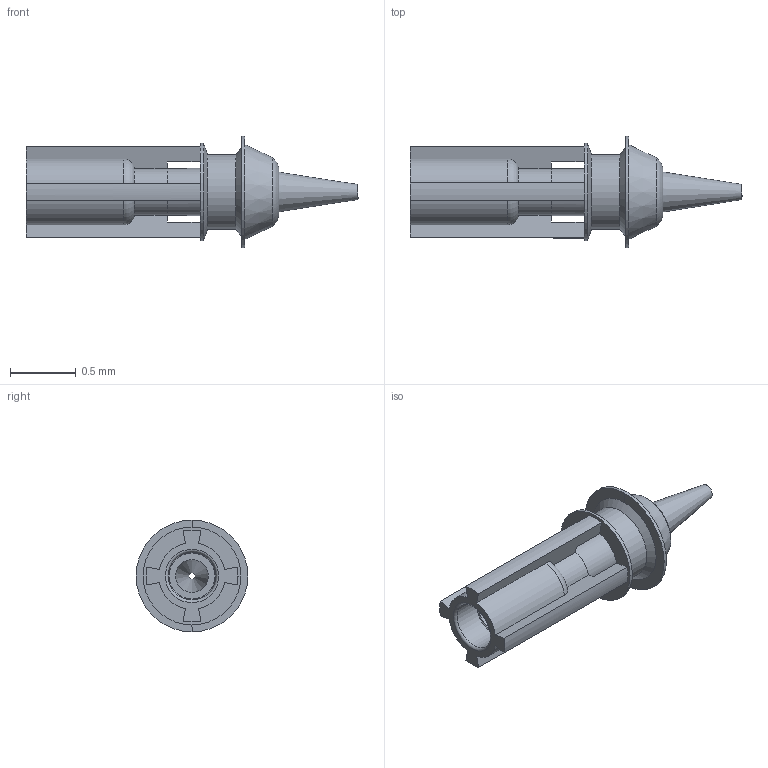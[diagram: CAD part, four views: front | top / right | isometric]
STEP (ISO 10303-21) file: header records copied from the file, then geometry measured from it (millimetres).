
FILE_DESCRIPTION(/* description */ (''),/* implementation_level */ '2;1');
FILE_NAME(/* name */ 'MV_K_50_363_603_4.stp',/* time_stamp */ '2023-01-18T14:30:04+01:00',/* author */ ('vakilim'),/* organization */ (''),/* preprocessor_version */ 'ST-DEVELOPER v19.2',/* originating_system */ 'Autodesk Inventor 2023',/* authorisation */ '');
FILE_SCHEMA (('AUTOMOTIVE_DESIGN { 1 0 10303 214 3 1 1 }'));
Length unit declared in the file: millimetre
Products named in the file (1): MV_K_50_363_603_41
Bounding box: 2.52 x 0.85 x 0.85 mm (x, y, z)
Volume: 0.3 mm3; surface area: 9.9 mm2
Topology: 1 solids, 1 shells, 136 faces, 388 edges, 244 vertices
Faces by surface type: bspline 37, cylinder 33, plane 31, cone 25, torus 10
Full cylindrical faces by diameter (mm): 0.25 x1, 0.358 x2, 0.366 x4, 0.466 x1, 0.566 x1, 0.745 x1, 0.85 x1
Entity records: 6539 total; most frequent: CARTESIAN_POINT 3189, ORIENTED_EDGE 776, DIRECTION 614, EDGE_CURVE 388, AXIS2_PLACEMENT_3D 249, VERTEX_POINT 244, CIRCLE 143, EDGE_LOOP 142
